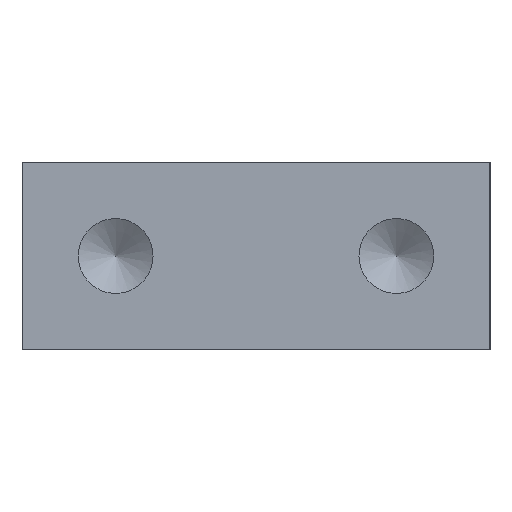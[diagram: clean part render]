
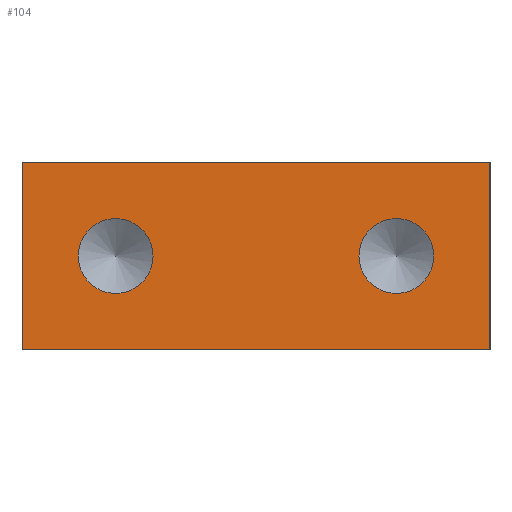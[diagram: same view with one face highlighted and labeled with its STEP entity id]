
A CAD part, front view. The second image highlights one B-rep face of the part: STEP entity #104.
In plain terms, the highlighted planar face has unit normal (0, -1, 0).
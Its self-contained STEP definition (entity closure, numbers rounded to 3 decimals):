
#61=FACE_BOUND('',#131,.T.);
#62=FACE_BOUND('',#132,.T.);
#63=FACE_BOUND('',#133,.T.);
#92=CIRCLE('',#283,1.6);
#93=CIRCLE('',#284,1.6);
#104=ADVANCED_FACE('',(#61,#62,#63),#119,.F.);
#119=PLANE('',#285);
#131=EDGE_LOOP('',(#170));
#132=EDGE_LOOP('',(#171));
#133=EDGE_LOOP('',(#172,#173,#174,#175));
#170=ORIENTED_EDGE('',*,*,#240,.T.);
#171=ORIENTED_EDGE('',*,*,#241,.T.);
#172=ORIENTED_EDGE('',*,*,#242,.T.);
#173=ORIENTED_EDGE('',*,*,#229,.F.);
#174=ORIENTED_EDGE('',*,*,#243,.F.);
#175=ORIENTED_EDGE('',*,*,#236,.T.);
#202=VERTEX_POINT('',#375);
#205=VERTEX_POINT('',#380);
#210=VERTEX_POINT('',#394);
#211=VERTEX_POINT('',#396);
#214=VERTEX_POINT('',#405);
#215=VERTEX_POINT('',#407);
#229=EDGE_CURVE('',#205,#202,#253,.T.);
#236=EDGE_CURVE('',#211,#210,#258,.T.);
#240=EDGE_CURVE('',#214,#214,#92,.T.);
#241=EDGE_CURVE('',#215,#215,#93,.T.);
#242=EDGE_CURVE('',#210,#202,#260,.T.);
#243=EDGE_CURVE('',#211,#205,#261,.T.);
#253=LINE('',#381,#265);
#258=LINE('',#395,#270);
#260=LINE('',#408,#272);
#261=LINE('',#409,#273);
#265=VECTOR('',#308,1.);
#270=VECTOR('',#321,1.);
#272=VECTOR('',#335,1.);
#273=VECTOR('',#336,1.);
#283=AXIS2_PLACEMENT_3D('',#404,#331,#332);
#284=AXIS2_PLACEMENT_3D('',#406,#333,#334);
#285=AXIS2_PLACEMENT_3D('',#410,#337,#338);
#308=DIRECTION('',(0.,0.,1.));
#321=DIRECTION('',(0.,0.,1.));
#331=DIRECTION('',(0.,1.,0.));
#332=DIRECTION('',(0.,0.,1.));
#333=DIRECTION('',(0.,1.,0.));
#334=DIRECTION('',(0.,0.,1.));
#335=DIRECTION('',(-1.,0.,0.));
#336=DIRECTION('',(-1.,0.,0.));
#337=DIRECTION('',(0.,1.,0.));
#338=DIRECTION('',(-1.,0.,0.));
#375=CARTESIAN_POINT('',(-37.5,-35.,16.75));
#380=CARTESIAN_POINT('',(-37.5,-35.,8.75));
#381=CARTESIAN_POINT('',(-37.5,-35.,8.75));
#394=CARTESIAN_POINT('',(-17.5,-35.,16.75));
#395=CARTESIAN_POINT('',(-17.5,-35.,8.75));
#396=CARTESIAN_POINT('',(-17.5,-35.,8.75));
#404=CARTESIAN_POINT('',(-33.5,-35.,12.75));
#405=CARTESIAN_POINT('',(-33.5,-35.,14.35));
#406=CARTESIAN_POINT('',(-21.5,-35.,12.75));
#407=CARTESIAN_POINT('',(-21.5,-35.,14.35));
#408=CARTESIAN_POINT('',(-17.5,-35.,16.75));
#409=CARTESIAN_POINT('',(-17.5,-35.,8.75));
#410=CARTESIAN_POINT('',(-17.5,-35.,8.75));
